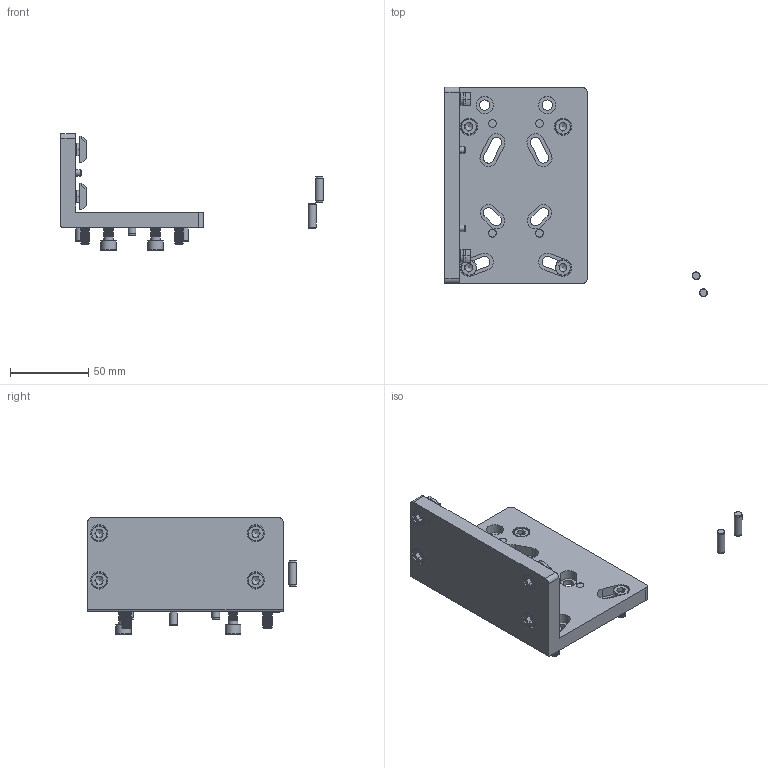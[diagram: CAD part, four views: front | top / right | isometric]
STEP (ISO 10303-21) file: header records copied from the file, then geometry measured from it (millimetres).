
FILE_DESCRIPTION (( 'STEP AP214' ), '1' );
FILE_NAME ('0186-1633_241008_Z01-MWAP05.STEP', '2024-10-09T06:43:44', ( '' ), ( '' ), 'SwSTEP 2.0', 'SolidWorks 2024', '' );
FILE_SCHEMA (( 'AUTOMOTIVE_DESIGN' ));
Length unit declared in the file: millimetre
Products named in the file (10): 0230-0847_zyl.-schr._i-6kt_M6x10_8.8_v-b; 0186-1633_241008_Z01-MWAP05; 0150-2558_Hammermutter_N8_M6; 0180-2468_Z01k-MWAP05; 0230-0871_zyl.-schr._i-6kt_M6x14_8.8_v-b; 0230-0203_zyl.-schr._i-6kt_M6x18_8.8_v-b; 0230-0812_Zyl.-Stift_4x8_INOX; 0230-0721_Zyl.-Stift_5x16_STAHL-GH; 0230-0868_Zyl.-Stift_5x10_INOX; 0230-0855_Zyl.-Stift_5x14_INOX
Assembly tree (25 placements, depth 2):
  0186-1633_241008_Z01-MWAP05
    0180-2468_Z01k-MWAP05
    0230-0812_Zyl.-Stift_4x8_INOX  x2
    0230-0855_Zyl.-Stift_5x14_INOX  x2
    0150-2558_Hammermutter_N8_M6  x4
    0230-0847_zyl.-schr._i-6kt_M6x10_8.8_v-b  x4
    0230-0721_Zyl.-Stift_5x16_STAHL-GH  x2
    0230-0868_Zyl.-Stift_5x10_INOX  x2
    0230-0871_zyl.-schr._i-6kt_M6x14_8.8_v-b  x4
    0230-0203_zyl.-schr._i-6kt_M6x18_8.8_v-b  x4
Bounding box: 167.6 x 133.52 x 74.4 mm (x, y, z)
Volume: 166759.6 mm3; surface area: 57457.9 mm2
Topology: 25 solids, 25 shells, 1481 faces, 3602 edges, 2228 vertices
Faces by surface type: plane 596, cone 308, cylinder 283, bspline 270, torus 24
Full cylindrical faces by diameter (mm): 4 x2, 4.05 x2, 5 x10, 5.05 x4, 6 x144, 6.6 x8, 10 x12, 11 x8
Entity records: 32702 total; most frequent: CARTESIAN_POINT 11703, ORIENTED_EDGE 3900, DIRECTION 2826, EDGE_CURVE 1950, VERTEX_POINT 1356, LINE 1092, VECTOR 1092, EDGE_LOOP 1064
